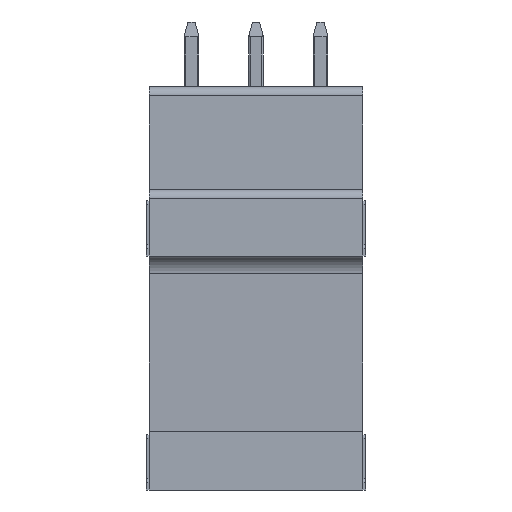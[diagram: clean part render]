
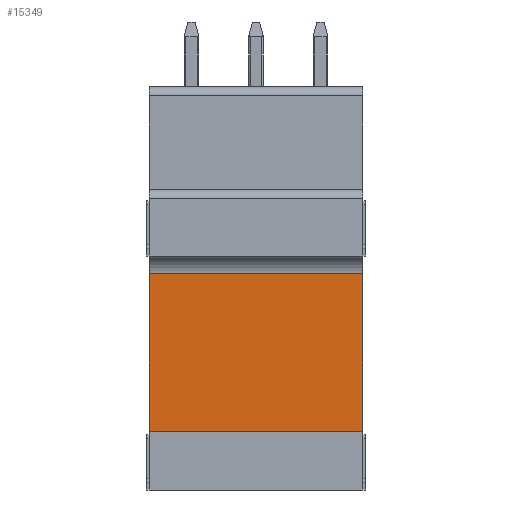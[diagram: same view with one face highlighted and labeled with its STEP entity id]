
A CAD part, front view. The second image highlights one B-rep face of the part: STEP entity #15349.
In plain terms, the highlighted planar face has unit normal (0, -1, -0.026).
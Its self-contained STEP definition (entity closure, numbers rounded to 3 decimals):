
#5192=DIRECTION('',(-1.,0.,0.));
#5193=VECTOR('',#5192,11.6);
#5194=CARTESIAN_POINT('',(-0.15,4.2,-9.5));
#5195=LINE('',#5194,#5193);
#5200=DIRECTION('',(0.,0.026,-1.));
#5201=VECTOR('',#5200,8.529);
#5202=CARTESIAN_POINT('',(-11.75,3.98,-0.974));
#5203=LINE('',#5202,#5201);
#5204=DIRECTION('',(-1.,0.,0.));
#5205=VECTOR('',#5204,11.6);
#5206=CARTESIAN_POINT('',(-0.15,3.98,-0.974));
#5207=LINE('',#5206,#5205);
#5208=DIRECTION('',(0.,0.026,-1.));
#5209=VECTOR('',#5208,8.529);
#5210=CARTESIAN_POINT('',(-0.15,3.98,-0.974));
#5211=LINE('',#5210,#5209);
#8269=CARTESIAN_POINT('',(-0.15,3.98,-0.974));
#8270=VERTEX_POINT('',#8269);
#8271=CARTESIAN_POINT('',(-0.15,4.2,-9.5));
#8272=VERTEX_POINT('',#8271);
#8389=CARTESIAN_POINT('',(-11.75,3.98,-0.974));
#8390=VERTEX_POINT('',#8389);
#8391=CARTESIAN_POINT('',(-11.75,4.2,-9.5));
#8392=VERTEX_POINT('',#8391);
#15336=CARTESIAN_POINT('',(0.,3.98,-0.974));
#15337=DIRECTION('',(0.,-1.,-0.026));
#15338=DIRECTION('',(0.,0.026,-1.));
#15339=AXIS2_PLACEMENT_3D('',#15336,#15337,#15338);
#15340=PLANE('',#15339);
#15341=ORIENTED_EDGE('',*,*,#11714,.F.);
#15343=ORIENTED_EDGE('',*,*,#15342,.F.);
#15345=ORIENTED_EDGE('',*,*,#15344,.T.);
#15346=ORIENTED_EDGE('',*,*,#15328,.T.);
#15347=EDGE_LOOP('',(#15341,#15343,#15345,#15346));
#15348=FACE_OUTER_BOUND('',#15347,.F.);
#15349=ADVANCED_FACE('',(#15348),#15340,.T.);
#11714=EDGE_CURVE('',#8390,#8392,#5203,.T.);
#15328=EDGE_CURVE('',#8272,#8392,#5195,.T.);
#15342=EDGE_CURVE('',#8270,#8390,#5207,.T.);
#15344=EDGE_CURVE('',#8270,#8272,#5211,.T.);
